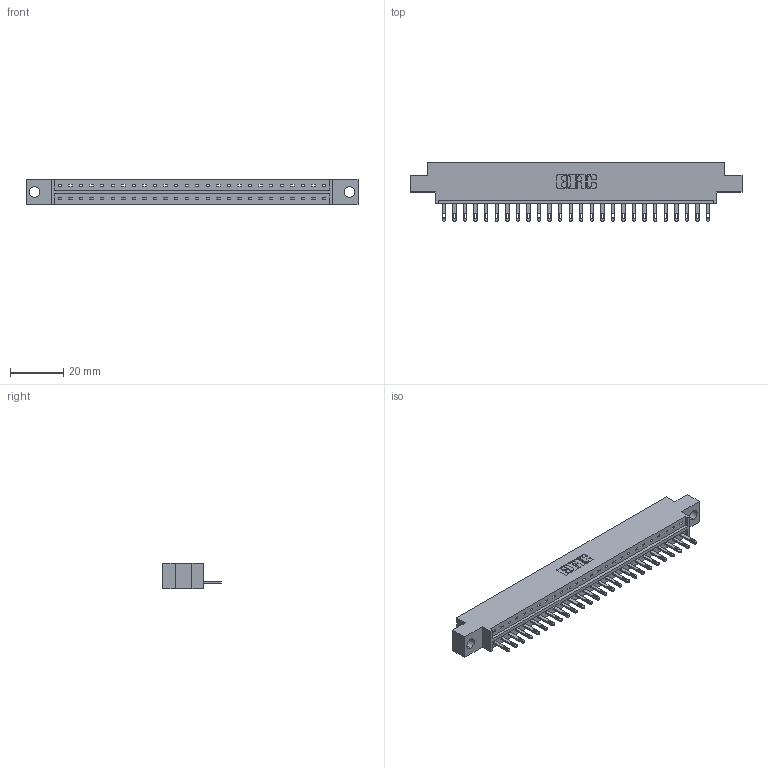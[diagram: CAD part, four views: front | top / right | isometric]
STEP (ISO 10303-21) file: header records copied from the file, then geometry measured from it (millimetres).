
FILE_DESCRIPTION (( 'STEP AP203' ), '1' );
FILE_NAME ('333-026-500-604.STEP', '2018-08-02T12:25:47', ( '' ), ( '' ), 'SwSTEP 2.0', 'SolidWorks 2016', '' );
FILE_SCHEMA (( 'CONFIG_CONTROL_DESIGN' ));
Length unit declared in the file: inch
Products named in the file (3): 345-292-001_345-293-100; 333-026-500-604; 333 Part_Offset - .156 Dia - TH
Assembly tree (27 placements, depth 2):
  333-026-500-604
    333 Part_Offset - .156 Dia - TH
    345-292-001_345-293-100  x26
Bounding box: 124.56 x 21.85 x 9.4 mm (x, y, z)
Volume: 12097.3 mm3; surface area: 13040.8 mm2
Topology: 27 solids, 27 shells, 1522 faces, 4691 edges, 3126 vertices
Faces by surface type: plane 1010, cylinder 512
Entity records: 18029 total; most frequent: CARTESIAN_POINT 3120, ORIENTED_EDGE 3082, DIRECTION 2665, EDGE_CURVE 1541, LINE 1409, VECTOR 1409, VERTEX_POINT 1026, AXIS2_PLACEMENT_3D 628
